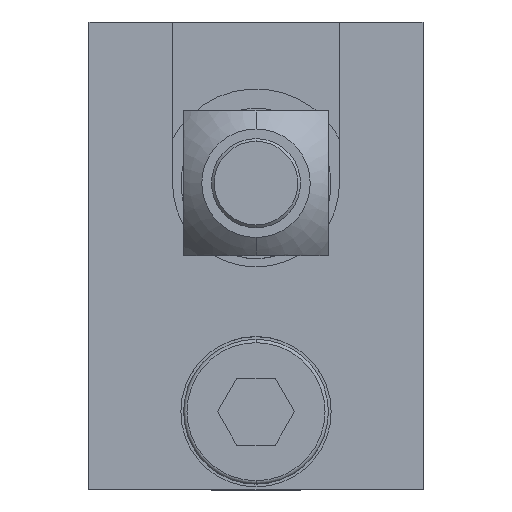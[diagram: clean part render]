
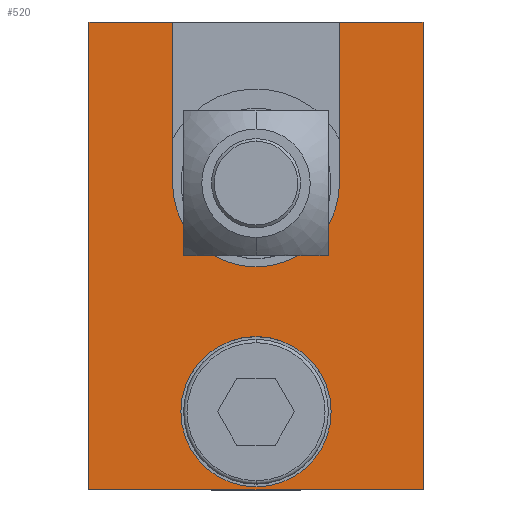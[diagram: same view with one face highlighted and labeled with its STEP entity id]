
A CAD part, top view. The second image highlights one B-rep face of the part: STEP entity #520.
In plain terms, the highlighted planar face has unit normal (0, 0, 1).
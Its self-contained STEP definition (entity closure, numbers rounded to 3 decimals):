
#442 = ORIENTED_EDGE ( 'NONE', *, *, #554, .T. ) ;
#471 = VERTEX_POINT ( 'NONE', #1487 ) ;
#510 = EDGE_CURVE ( 'NONE', #471, #512, #1887, .T. ) ;
#512 = VERTEX_POINT ( 'NONE', #1912 ) ;
#520 = ADVANCED_FACE ( 'NONE', ( #1896, #1895 ), #1847, .F. ) ;
#521 = EDGE_CURVE ( 'NONE', #579, #557, #1849, .T. ) ;
#522 = VERTEX_POINT ( 'NONE', #1841 ) ;
#523 = ORIENTED_EDGE ( 'NONE', *, *, #524, .T. ) ;
#524 = EDGE_CURVE ( 'NONE', #579, #578, #1854, .T. ) ;
#525 = ORIENTED_EDGE ( 'NONE', *, *, #636, .T. ) ;
#526 = ORIENTED_EDGE ( 'NONE', *, *, #560, .T. ) ;
#527 = EDGE_CURVE ( 'NONE', #578, #522, #1836, .T. ) ;
#535 = VERTEX_POINT ( 'NONE', #1693 ) ;
#540 = EDGE_CURVE ( 'NONE', #535, #667, #1687, .T. ) ;
#554 = EDGE_CURVE ( 'NONE', #671, #557, #1694, .T. ) ;
#557 = VERTEX_POINT ( 'NONE', #1743 ) ;
#558 = VERTEX_POINT ( 'NONE', #1748 ) ;
#559 = ORIENTED_EDGE ( 'NONE', *, *, #527, .T. ) ;
#560 = EDGE_CURVE ( 'NONE', #522, #558, #1735, .T. ) ;
#561 = ORIENTED_EDGE ( 'NONE', *, *, #672, .T. ) ;
#562 = ORIENTED_EDGE ( 'NONE', *, *, #540, .T. ) ;
#563 = EDGE_LOOP ( 'NONE', ( #766, #824 ) ) ;
#567 = EDGE_CURVE ( 'NONE', #667, #568, #1822, .T. ) ;
#568 = VERTEX_POINT ( 'NONE', #1762 ) ;
#578 = VERTEX_POINT ( 'NONE', #1813 ) ;
#579 = VERTEX_POINT ( 'NONE', #1812 ) ;
#581 = ORIENTED_EDGE ( 'NONE', *, *, #567, .T. ) ;
#636 = EDGE_CURVE ( 'NONE', #558, #535, #1731, .T. ) ;
#667 = VERTEX_POINT ( 'NONE', #2098 ) ;
#671 = VERTEX_POINT ( 'NONE', #2073 ) ;
#672 = EDGE_CURVE ( 'NONE', #568, #671, #2071, .T. ) ;
#673 = EDGE_LOOP ( 'NONE', ( #442, #675, #523, #559, #526, #525, #562, #581, #561 ) ) ;
#675 = ORIENTED_EDGE ( 'NONE', *, *, #521, .F. ) ;
#726 = EDGE_CURVE ( 'NONE', #512, #471, #1988, .T. ) ;
#766 = ORIENTED_EDGE ( 'NONE', *, *, #726, .F. ) ;
#824 = ORIENTED_EDGE ( 'NONE', *, *, #510, .F. ) ;
#1487 = CARTESIAN_POINT ( 'NONE',  ( -6.75, 7., 17. ) ) ;
#1684 = DIRECTION ( 'NONE',  ( 0., -1., 0. ) ) ;
#1685 = VECTOR ( 'NONE', #1684, 1000. ) ;
#1686 = CARTESIAN_POINT ( 'NONE',  ( -15., 0., 17. ) ) ;
#1687 = LINE ( 'NONE', #1686, #1685 ) ;
#1688 = VECTOR ( 'NONE', #1749, 1000. ) ;
#1689 = CARTESIAN_POINT ( 'NONE',  ( -15., 42., 17. ) ) ;
#1693 = CARTESIAN_POINT ( 'NONE',  ( -15., 42., 17. ) ) ;
#1694 = LINE ( 'NONE', #1689, #1688 ) ;
#1728 = DIRECTION ( 'NONE',  ( -1., 0., 0. ) ) ;
#1729 = VECTOR ( 'NONE', #1728, 1000. ) ;
#1730 = CARTESIAN_POINT ( 'NONE',  ( -15., 42., 17. ) ) ;
#1731 = LINE ( 'NONE', #1730, #1729 ) ;
#1732 = DIRECTION ( 'NONE',  ( 0., 1., 0. ) ) ;
#1733 = VECTOR ( 'NONE', #1732, 1000. ) ;
#1734 = CARTESIAN_POINT ( 'NONE',  ( -7.5, 20., 17. ) ) ;
#1735 = LINE ( 'NONE', #1734, #1733 ) ;
#1743 = CARTESIAN_POINT ( 'NONE',  ( 7.5, 42., 17. ) ) ;
#1748 = CARTESIAN_POINT ( 'NONE',  ( -7.5, 42., 17. ) ) ;
#1749 = DIRECTION ( 'NONE',  ( -1., 0., 0. ) ) ;
#1762 = CARTESIAN_POINT ( 'NONE',  ( 15., 0., 17. ) ) ;
#1812 = CARTESIAN_POINT ( 'NONE',  ( 7.5, 27.5, 17. ) ) ;
#1813 = CARTESIAN_POINT ( 'NONE',  ( 0., 20., 17. ) ) ;
#1819 = DIRECTION ( 'NONE',  ( 1., 0., 0. ) ) ;
#1820 = VECTOR ( 'NONE', #1819, 1000. ) ;
#1821 = CARTESIAN_POINT ( 'NONE',  ( -15., 0., 17. ) ) ;
#1822 = LINE ( 'NONE', #1821, #1820 ) ;
#1827 = DIRECTION ( 'NONE',  ( -1., 0., 0. ) ) ;
#1828 = DIRECTION ( 'NONE',  ( 0., 0., -1. ) ) ;
#1829 = AXIS2_PLACEMENT_3D ( 'NONE', #1842, #1828, #1827 ) ;
#1832 = DIRECTION ( 'NONE',  ( -1., 0., 0. ) ) ;
#1833 = DIRECTION ( 'NONE',  ( 0., 0., -1. ) ) ;
#1834 = CARTESIAN_POINT ( 'NONE',  ( 0., 27.5, 17. ) ) ;
#1835 = AXIS2_PLACEMENT_3D ( 'NONE', #1834, #1833, #1832 ) ;
#1836 = CIRCLE ( 'NONE', #1829, 7.5 ) ;
#1838 = DIRECTION ( 'NONE',  ( 0., 1., 0. ) ) ;
#1839 = VECTOR ( 'NONE', #1838, 1000. ) ;
#1841 = CARTESIAN_POINT ( 'NONE',  ( -7.5, 27.5, 17. ) ) ;
#1842 = CARTESIAN_POINT ( 'NONE',  ( 0., 27.5, 17. ) ) ;
#1843 = DIRECTION ( 'NONE',  ( -1., 0., 0. ) ) ;
#1844 = DIRECTION ( 'NONE',  ( 0., 0., -1. ) ) ;
#1845 = CARTESIAN_POINT ( 'NONE',  ( -15., 42., 17. ) ) ;
#1846 = AXIS2_PLACEMENT_3D ( 'NONE', #1845, #1844, #1843 ) ;
#1847 = PLANE ( 'NONE',  #1846 ) ;
#1848 = CARTESIAN_POINT ( 'NONE',  ( 7.5, 20., 17. ) ) ;
#1849 = LINE ( 'NONE', #1848, #1839 ) ;
#1854 = CIRCLE ( 'NONE', #1835, 7.5 ) ;
#1887 = CIRCLE ( 'NONE', #1894, 6.75 ) ;
#1892 = DIRECTION ( 'NONE',  ( 1., 0., 0. ) ) ;
#1893 = DIRECTION ( 'NONE',  ( 0., 0., 1. ) ) ;
#1894 = AXIS2_PLACEMENT_3D ( 'NONE', #1901, #1893, #1892 ) ;
#1895 = FACE_BOUND ( 'NONE', #563, .T. ) ;
#1896 = FACE_OUTER_BOUND ( 'NONE', #673, .T. ) ;
#1901 = CARTESIAN_POINT ( 'NONE',  ( 0., 7., 17. ) ) ;
#1912 = CARTESIAN_POINT ( 'NONE',  ( 6.75, 7., 17. ) ) ;
#1981 = DIRECTION ( 'NONE',  ( 1., 0., 0. ) ) ;
#1982 = DIRECTION ( 'NONE',  ( 0., 0., 1. ) ) ;
#1983 = CARTESIAN_POINT ( 'NONE',  ( 0., 7., 17. ) ) ;
#1984 = AXIS2_PLACEMENT_3D ( 'NONE', #1983, #1982, #1981 ) ;
#1988 = CIRCLE ( 'NONE', #1984, 6.75 ) ;
#2066 = DIRECTION ( 'NONE',  ( 0., 1., 0. ) ) ;
#2067 = VECTOR ( 'NONE', #2066, 1000. ) ;
#2068 = CARTESIAN_POINT ( 'NONE',  ( 15., 0., 17. ) ) ;
#2071 = LINE ( 'NONE', #2068, #2067 ) ;
#2073 = CARTESIAN_POINT ( 'NONE',  ( 15., 42., 17. ) ) ;
#2098 = CARTESIAN_POINT ( 'NONE',  ( -15., 0., 17. ) ) ;
